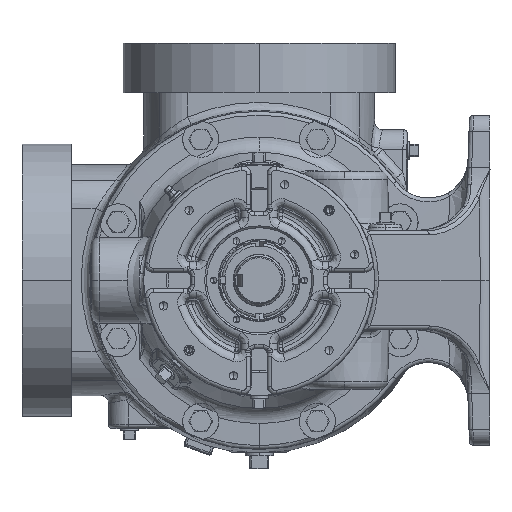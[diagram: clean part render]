
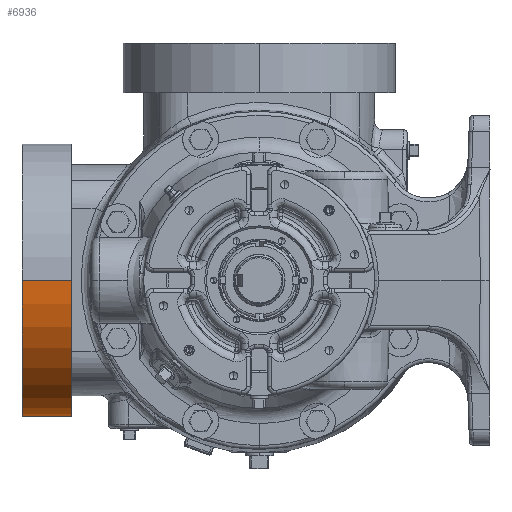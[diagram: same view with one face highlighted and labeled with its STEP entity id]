
A CAD part, left-side view. The second image highlights one B-rep face of the part: STEP entity #6936.
In plain terms, the highlighted cylindrical face has radius 104.775 mm (diameter 209.55 mm), a partial arc.
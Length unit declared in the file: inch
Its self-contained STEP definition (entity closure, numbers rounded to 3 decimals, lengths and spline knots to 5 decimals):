
#1225 = ORIENTED_EDGE ( 'NONE', *, *, #182506, .T. ) ;
#6936 = ADVANCED_FACE ( 'Defeatured_0_3736', ( #74110 ), #166526, .T. ) ;
#7891 = ORIENTED_EDGE ( 'NONE', *, *, #139779, .F. ) ;
#15635 = DIRECTION ( 'NONE',  ( 0., -1., 0. ) ) ;
#17654 = DIRECTION ( 'NONE',  ( -1., 0., 0. ) ) ;
#24232 = ORIENTED_EDGE ( 'NONE', *, *, #42466, .T. ) ;
#27397 = CARTESIAN_POINT ( 'NONE',  ( 3.345, 5.09404, 0. ) ) ;
#30162 = EDGE_LOOP ( 'NONE', ( #1225, #24232, #7891, #68782 ) ) ;
#39736 = LINE ( 'NONE', #150353, #90611 ) ;
#42466 = EDGE_CURVE ( 'NONE', #63240, #165534, #93325, .T. ) ;
#42954 = CARTESIAN_POINT ( 'NONE',  ( -0.78, 7.1875, 0. ) ) ;
#43638 = DIRECTION ( 'NONE',  ( -1., 0., 0. ) ) ;
#45616 = DIRECTION ( 'NONE',  ( 0., -1., 0. ) ) ;
#52093 = CIRCLE ( 'NONE', #139453, 4.125 ) ;
#63240 = VERTEX_POINT ( 'NONE', #192531 ) ;
#68782 = ORIENTED_EDGE ( 'NONE', *, *, #181163, .F. ) ;
#74110 = FACE_OUTER_BOUND ( 'NONE', #30162, .T. ) ;
#75514 = CARTESIAN_POINT ( 'NONE',  ( 3.345, 5.6875, 0. ) ) ;
#77571 = CARTESIAN_POINT ( 'NONE',  ( 3.345, 7.1875, 0. ) ) ;
#78089 = VERTEX_POINT ( 'NONE', #42954 ) ;
#78519 = DIRECTION ( 'NONE',  ( -1., 0., 0. ) ) ;
#81430 = CARTESIAN_POINT ( 'NONE',  ( -0.78, 5.6875, 0. ) ) ;
#86799 = VECTOR ( 'NONE', #45616, 39.37008 ) ;
#87443 = DIRECTION ( 'NONE',  ( 0., -1., 0. ) ) ;
#89344 = DIRECTION ( 'NONE',  ( 0., -1., 0. ) ) ;
#90611 = VECTOR ( 'NONE', #87443, 39.37008 ) ;
#91304 = CARTESIAN_POINT ( 'NONE',  ( 7.47, 5.09404, 0. ) ) ;
#93325 = LINE ( 'NONE', #91304, #86799 ) ;
#107968 = DIRECTION ( 'NONE',  ( 0., -1., 0. ) ) ;
#116056 = AXIS2_PLACEMENT_3D ( 'NONE', #27397, #89344, #43638 ) ;
#132353 = VERTEX_POINT ( 'NONE', #81430 ) ;
#139453 = AXIS2_PLACEMENT_3D ( 'NONE', #77571, #15635, #17654 ) ;
#139779 = EDGE_CURVE ( 'NONE', #132353, #165534, #149540, .T. ) ;
#149540 = CIRCLE ( 'NONE', #172300, 4.125 ) ;
#150353 = CARTESIAN_POINT ( 'NONE',  ( -0.78, 5.09404, 0. ) ) ;
#165534 = VERTEX_POINT ( 'NONE', #171845 ) ;
#166526 = CYLINDRICAL_SURFACE ( 'NONE', #116056, 4.125 ) ;
#171845 = CARTESIAN_POINT ( 'NONE',  ( 7.47, 5.6875, 0. ) ) ;
#172300 = AXIS2_PLACEMENT_3D ( 'NONE', #75514, #107968, #78519 ) ;
#181163 = EDGE_CURVE ( 'NONE', #78089, #132353, #39736, .T. ) ;
#182506 = EDGE_CURVE ( 'NONE', #78089, #63240, #52093, .T. ) ;
#192531 = CARTESIAN_POINT ( 'NONE',  ( 7.47, 7.1875, 0. ) ) ;
